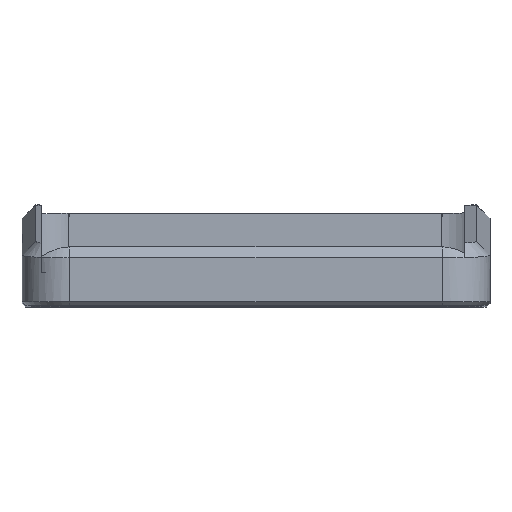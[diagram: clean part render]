
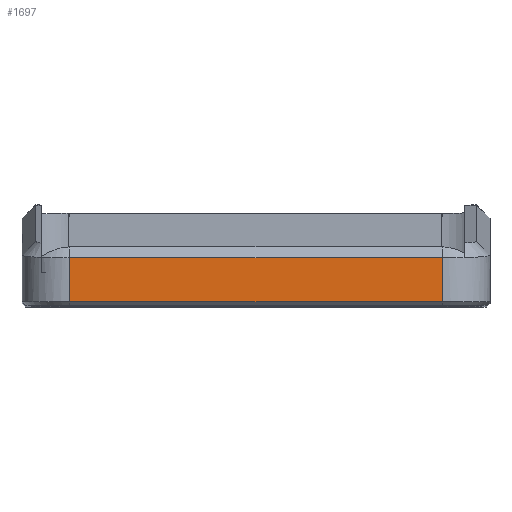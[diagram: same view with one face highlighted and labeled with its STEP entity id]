
A CAD part, top view. The second image highlights one B-rep face of the part: STEP entity #1697.
In plain terms, the highlighted planar face has unit normal (0, 0, 1).
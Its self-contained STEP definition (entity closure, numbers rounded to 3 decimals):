
#187=FACE_OUTER_BOUND('',#285,.T.);
#285=EDGE_LOOP('',(#1401,#1402,#1403,#1404));
#375=LINE('',#2565,#545);
#457=LINE('',#2913,#627);
#458=LINE('',#2917,#628);
#459=LINE('',#2918,#629);
#545=VECTOR('',#1991,10.);
#627=VECTOR('',#2235,10.);
#628=VECTOR('',#2240,10.);
#629=VECTOR('',#2241,10.);
#718=VERTEX_POINT('',#2546);
#721=VERTEX_POINT('',#2563);
#797=VERTEX_POINT('',#2912);
#798=VERTEX_POINT('',#2916);
#885=EDGE_CURVE('',#721,#718,#375,.T.);
#1011=EDGE_CURVE('',#718,#797,#457,.T.);
#1013=EDGE_CURVE('',#798,#721,#458,.T.);
#1014=EDGE_CURVE('',#797,#798,#459,.T.);
#1401=ORIENTED_EDGE('',*,*,#885,.F.);
#1402=ORIENTED_EDGE('',*,*,#1013,.F.);
#1403=ORIENTED_EDGE('',*,*,#1014,.F.);
#1404=ORIENTED_EDGE('',*,*,#1011,.F.);
#1616=PLANE('',#1852);
#1697=ADVANCED_FACE('',(#187),#1616,.T.);
#1852=AXIS2_PLACEMENT_3D('',#2915,#2238,#2239);
#1991=DIRECTION('',(1.,0.,0.));
#2235=DIRECTION('',(0.,-1.,0.));
#2238=DIRECTION('center_axis',(0.,0.,1.));
#2239=DIRECTION('ref_axis',(1.,0.,0.));
#2240=DIRECTION('',(0.,1.,0.));
#2241=DIRECTION('',(-1.,0.,0.));
#2546=CARTESIAN_POINT('',(27.462,-3.814,126.779));
#2563=CARTESIAN_POINT('',(-27.406,-3.814,126.779));
#2565=CARTESIAN_POINT('',(-25.797,-3.814,126.779));
#2912=CARTESIAN_POINT('',(27.462,-10.295,126.779));
#2913=CARTESIAN_POINT('',(27.462,-10.795,126.779));
#2915=CARTESIAN_POINT('Origin',(-34.406,-10.795,126.779));
#2916=CARTESIAN_POINT('',(-27.406,-10.295,126.779));
#2917=CARTESIAN_POINT('',(-27.406,-10.795,126.779));
#2918=CARTESIAN_POINT('',(-17.189,-10.295,126.779));
